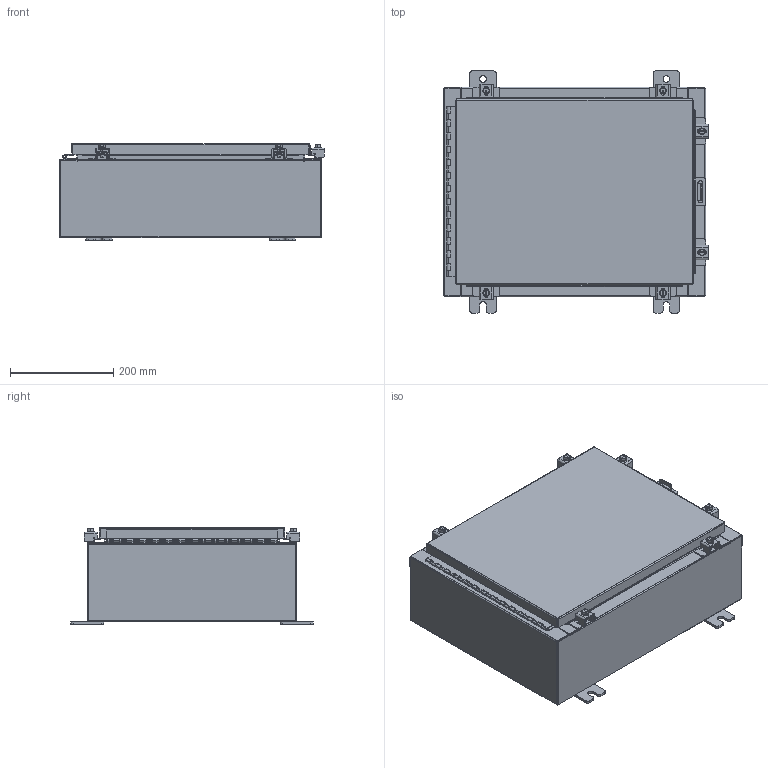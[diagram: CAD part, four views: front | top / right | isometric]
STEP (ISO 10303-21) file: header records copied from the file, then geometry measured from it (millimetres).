
FILE_DESCRIPTION (( 'STEP AP203' ), '1' );
FILE_NAME ('N16H2006SSWP.STEP', '2014-01-21T20:18:49', ( 'changeme' ), ( 'Microsoft' ), 'SwSTEP 2.0', 'SolidWorks 2013', '' );
FILE_SCHEMA (( 'CONFIG_CONTROL_DESIGN' ));
Length unit declared in the file: inch
Products named in the file (19): N16H2006SSWP Clamp Top; N16H2006SSWP Hinge Cover Side; N16H2006SSWP Clamp Assembly; N16H2006SSWP 125 Pin Hinge; N16H2006SSWP Standard Clamps; N16H2006SSWP Mounting Feet; N16H2006SSWP Cover; N16H2006SSWP Padlock Hasp; N16H2006SSWP Body; N16H2006SSWP Padlock Staple; N16H2006SSWP Top; N16H2006SSWP Bottom; N16H2006SSWP Clamp Bracket; N16H2006SSWP Backpanel; N16H2006SSWP; N16H2006SSWP 22101002; N16H2006SSWP Mounting Studs; N16H2006SSWP 22104005_DEFAULT; N16H2006SSWP Hinge Enclosure Side2
Assembly tree (30 placements, depth 4):
  N16H2006SSWP
    N16H2006SSWP Backpanel
    N16H2006SSWP Mounting Studs  x4
    N16H2006SSWP 125 Pin Hinge
      N16H2006SSWP Hinge Enclosure Side2
      N16H2006SSWP Hinge Cover Side
    N16H2006SSWP Mounting Feet  x4
    N16H2006SSWP Padlock Hasp
    N16H2006SSWP Padlock Staple
    N16H2006SSWP Standard Clamps  x6
      N16H2006SSWP Clamp Bracket
      N16H2006SSWP Clamp Assembly
        N16H2006SSWP 22101002  x2
        N16H2006SSWP 22104005_DEFAULT
        N16H2006SSWP Clamp Top
    N16H2006SSWP Cover
    N16H2006SSWP Body
    N16H2006SSWP Bottom
    N16H2006SSWP Top
Bounding box: 513.35 x 469.9 x 187.67 mm (x, y, z)
Volume: 2000946.5 mm3; surface area: 1990923 mm2
Topology: 47 solids, 47 shells, 1501 faces, 3749 edges, 2366 vertices
Faces by surface type: plane 800, cylinder 605, torus 44, cone 44, bspline 8
Entity records: 26061 total; most frequent: CARTESIAN_POINT 4549, DIRECTION 4156, ORIENTED_EDGE 3912, EDGE_CURVE 1956, AXIS2_PLACEMENT_3D 1433, VECTOR 1290, LINE 1290, VERTEX_POINT 1204
